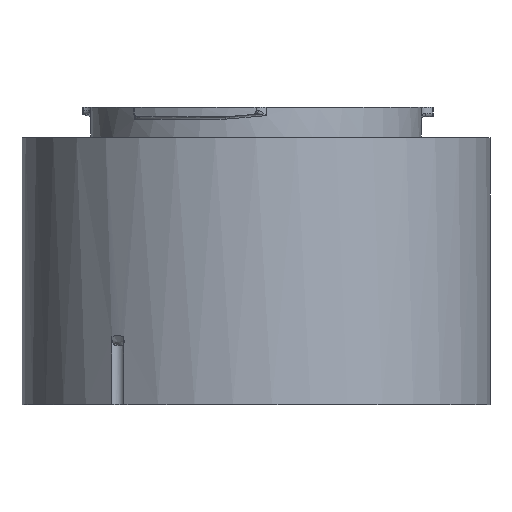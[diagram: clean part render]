
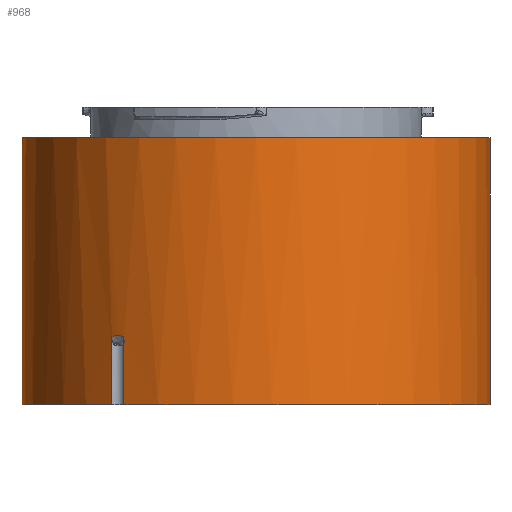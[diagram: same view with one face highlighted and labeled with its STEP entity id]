
A CAD part, front view. The second image highlights one B-rep face of the part: STEP entity #968.
In plain terms, the highlighted cylindrical face has radius 30.7 mm (diameter 61.4 mm), a partial arc.
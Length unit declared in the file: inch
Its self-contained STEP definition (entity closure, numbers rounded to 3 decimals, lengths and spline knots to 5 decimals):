
#668=EDGE_CURVE('',#1690,#1691,#1692,.T.);
#672=EDGE_CURVE('',#1697,#1698,#1699,.T.);
#730=EDGE_CURVE('',#1784,#1785,#1786,.T.);
#914=EDGE_CURVE('',#1784,#1690,#2029,.T.);
#968=ADVANCED_FACE('',(#2096),#2097,.T.);
#1154=EDGE_CURVE('',#1698,#1691,#2327,.T.);
#1690=VERTEX_POINT('',#3175);
#1691=VERTEX_POINT('',#3176);
#1692=CIRCLE('',#3177,1.20866);
#1697=VERTEX_POINT('',#3183);
#1698=VERTEX_POINT('',#3184);
#1699=CIRCLE('',#3185,1.20866);
#1784=VERTEX_POINT('',#3324);
#1785=VERTEX_POINT('',#3325);
#1786=CIRCLE('',#3326,1.20866);
#2029=LINE('',#3942,#3943);
#2096=FACE_OUTER_BOUND('',#4116,.T.);
#2097=CYLINDRICAL_SURFACE('',#4117,1.20866);
#2327=LINE('',#4860,#4861);
#3175=CARTESIAN_POINT('',(-1.20866,0.,-1.08575));
#3176=CARTESIAN_POINT('',(1.20866,0.0,-1.08575));
#3177=AXIS2_PLACEMENT_3D('',#5606,#5607,#5608);
#3183=CARTESIAN_POINT('',(-0.68226,-0.99769,-2.46381));
#3184=CARTESIAN_POINT('',(1.20866,0.0,-2.46381));
#3185=AXIS2_PLACEMENT_3D('',#5617,#5618,#5619);
#3324=CARTESIAN_POINT('',(-1.20866,0.,-2.46381));
#3325=CARTESIAN_POINT('',(-0.74465,-0.95203,-2.46381));
#3326=AXIS2_PLACEMENT_3D('',#5731,#5732,#5733);
#3942=CARTESIAN_POINT('',(-1.20866,0.,-1.20386));
#3943=VECTOR('',#6091,39.37008);
#4116=EDGE_LOOP('',(#6191,#6192,#6193,#6194,#6195,#6196,#6197,#6198));
#4117=AXIS2_PLACEMENT_3D('',#6199,#6200,#6201);
#4860=CARTESIAN_POINT('',(1.20866,0.0,-1.20386));
#4861=VECTOR('',#6568,39.37008);
#5606=CARTESIAN_POINT('',(0.0,0.0,-1.08575));
#5607=DIRECTION('',(0.0,0.0,1.0));
#5608=DIRECTION('',(1.0,0.0,0.0));
#5617=CARTESIAN_POINT('',(0.0,0.0,-2.46381));
#5618=DIRECTION('',(0.0,0.0,1.0));
#5619=DIRECTION('',(1.0,0.0,0.0));
#5731=CARTESIAN_POINT('',(0.0,0.0,-2.46381));
#5732=DIRECTION('',(0.0,0.0,1.0));
#5733=DIRECTION('',(1.0,0.0,0.0));
#6091=DIRECTION('',(0.0,0.0,1.0));
#6191=ORIENTED_EDGE('',*,*,#6996,.T.);
#6192=ORIENTED_EDGE('',*,*,#672,.T.);
#6193=ORIENTED_EDGE('',*,*,#1154,.T.);
#6194=ORIENTED_EDGE('',*,*,#668,.F.);
#6195=ORIENTED_EDGE('',*,*,#914,.F.);
#6196=ORIENTED_EDGE('',*,*,#730,.T.);
#6197=ORIENTED_EDGE('',*,*,#6915,.T.);
#6198=ORIENTED_EDGE('',*,*,#7005,.F.);
#6199=CARTESIAN_POINT('',(0.0,0.0,-1.20386));
#6200=DIRECTION('',(0.0,0.0,-1.0));
#6201=DIRECTION('',(1.0,0.0,0.0));
#6568=DIRECTION('',(0.0,0.0,1.0));
#6915=EDGE_CURVE('',#1785,#7073,#7075,.T.);
#6996=EDGE_CURVE('',#7156,#1697,#7157,.T.);
#7005=EDGE_CURVE('',#7156,#7073,#7166,.T.);
#7073=VERTEX_POINT('',#7254);
#7075=LINE('',#7273,#7274);
#7156=VERTEX_POINT('',#7363);
#7157=LINE('',#7364,#7365);
#7166=B_SPLINE_CURVE_WITH_KNOTS('',3,(#7393,#7394,#7395,#7396,#7397,#7398,#7399,#7400,#7401,#7402,#7403,#7404,#7405,#7406),.UNSPECIFIED.,.F.,.F.,(4,2,2,2,2,2,4),(0.35623,0.36091,0.38111,0.39373,0.40635,0.42654,0.43123),.UNSPECIFIED.);
#7254=CARTESIAN_POINT('',(-0.74465,-0.95203,-2.11342));
#7273=CARTESIAN_POINT('',(-0.74465,-0.95203,-2.15975));
#7274=VECTOR('',#7494,1.0);
#7363=CARTESIAN_POINT('',(-0.68226,-0.99769,-2.11342));
#7364=CARTESIAN_POINT('',(-0.68226,-0.99769,-2.15975));
#7365=VECTOR('',#7515,1.0);
#7393=CARTESIAN_POINT('',(-0.68226,-0.99769,-2.11342));
#7394=CARTESIAN_POINT('',(-0.68353,-0.99682,-2.11283));
#7395=CARTESIAN_POINT('',(-0.68479,-0.99595,-2.11229));
#7396=CARTESIAN_POINT('',(-0.69163,-0.99124,-2.10966));
#7397=CARTESIAN_POINT('',(-0.69735,-0.98722,-2.10836));
#7398=CARTESIAN_POINT('',(-0.70667,-0.98056,-2.10721));
#7399=CARTESIAN_POINT('',(-0.71025,-0.97797,-2.107));
#7400=CARTESIAN_POINT('',(-0.71739,-0.97275,-2.107));
#7401=CARTESIAN_POINT('',(-0.72095,-0.97011,-2.10721));
#7402=CARTESIAN_POINT('',(-0.73011,-0.96325,-2.10836));
#7403=CARTESIAN_POINT('',(-0.73566,-0.95901,-2.10966));
#7404=CARTESIAN_POINT('',(-0.74221,-0.95393,-2.11229));
#7405=CARTESIAN_POINT('',(-0.74344,-0.95298,-2.11283));
#7406=CARTESIAN_POINT('',(-0.74465,-0.95203,-2.11342));
#7494=DIRECTION('',(0.0,0.0,1.0));
#7515=DIRECTION('',(0.0,0.0,-1.0));
